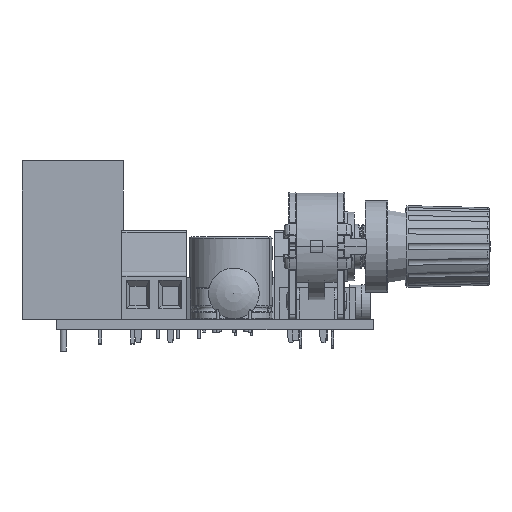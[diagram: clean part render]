
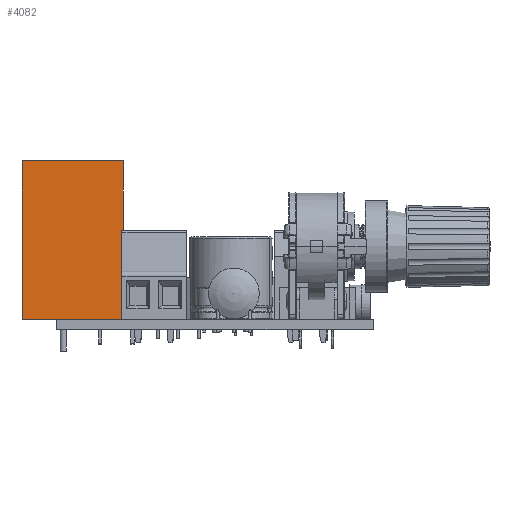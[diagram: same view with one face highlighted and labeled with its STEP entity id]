
A CAD part, left-side view. The second image highlights one B-rep face of the part: STEP entity #4082.
In plain terms, the highlighted planar face has unit normal (-1, 0, 0).
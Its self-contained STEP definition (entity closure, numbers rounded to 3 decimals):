
#3986 = VERTEX_POINT('',#3987);
#3987 = CARTESIAN_POINT('',(-11.5,25.,8.));
#3993 = EDGE_CURVE('',#3986,#3994,#3996,.T.);
#3994 = VERTEX_POINT('',#3995);
#3995 = CARTESIAN_POINT('',(-11.5,0.,8.));
#3996 = LINE('',#3997,#3998);
#3997 = CARTESIAN_POINT('',(-11.5,25.,8.));
#3998 = VECTOR('',#3999,1.);
#3999 = DIRECTION('',(-0.,-1.,-0.));
#4049 = VERTEX_POINT('',#4050);
#4050 = CARTESIAN_POINT('',(-11.5,25.,-8.));
#4065 = VERTEX_POINT('',#4066);
#4066 = CARTESIAN_POINT('',(-11.5,0.,-8.));
#4072 = EDGE_CURVE('',#4049,#4065,#4073,.T.);
#4073 = LINE('',#4074,#4075);
#4074 = CARTESIAN_POINT('',(-11.5,25.,-8.));
#4075 = VECTOR('',#4076,1.);
#4076 = DIRECTION('',(-0.,-1.,-0.));
#4082 = ADVANCED_FACE('',(#4083),#4099,.F.);
#4083 = FACE_BOUND('',#4084,.T.);
#4084 = EDGE_LOOP('',(#4085,#4091,#4092,#4098));
#4085 = ORIENTED_EDGE('',*,*,#4086,.T.);
#4086 = EDGE_CURVE('',#4065,#3994,#4087,.T.);
#4087 = LINE('',#4088,#4089);
#4088 = CARTESIAN_POINT('',(-11.5,0.,8.));
#4089 = VECTOR('',#4090,1.);
#4090 = DIRECTION('',(-0.,-0.,1.));
#4091 = ORIENTED_EDGE('',*,*,#3993,.F.);
#4092 = ORIENTED_EDGE('',*,*,#4093,.F.);
#4093 = EDGE_CURVE('',#4049,#3986,#4094,.T.);
#4094 = LINE('',#4095,#4096);
#4095 = CARTESIAN_POINT('',(-11.5,25.,8.));
#4096 = VECTOR('',#4097,1.);
#4097 = DIRECTION('',(-0.,-0.,1.));
#4098 = ORIENTED_EDGE('',*,*,#4072,.T.);
#4099 = PLANE('',#4100);
#4100 = AXIS2_PLACEMENT_3D('',#4101,#4102,#4103);
#4101 = CARTESIAN_POINT('',(-11.5,25.,8.));
#4102 = DIRECTION('',(1.,-0.,0.));
#4103 = DIRECTION('',(0.,0.,-1.));
